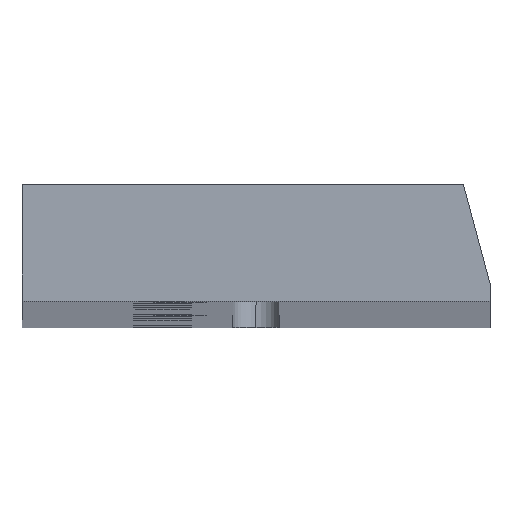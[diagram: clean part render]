
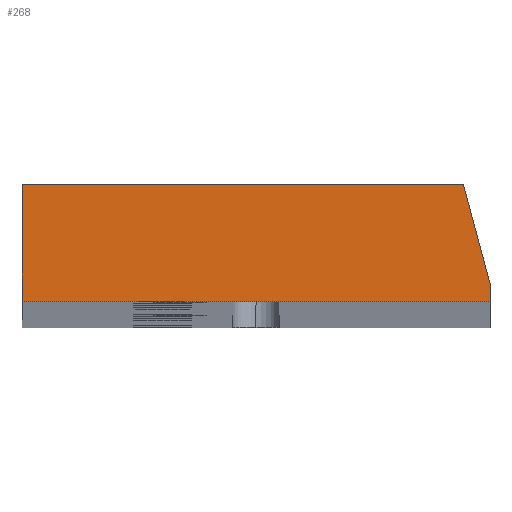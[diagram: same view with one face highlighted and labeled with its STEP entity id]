
A CAD part, top view. The second image highlights one B-rep face of the part: STEP entity #268.
In plain terms, the highlighted planar face has unit normal (0, 0, 1).
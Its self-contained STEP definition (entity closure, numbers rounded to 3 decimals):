
#232=FACE_OUTER_BOUND('',#1202,.T.);
#268=ADVANCED_FACE('',(#232),#486,.T.);
#486=PLANE('',#4042);
#1202=EDGE_LOOP('',(#2282,#2283,#2284,#2285,#2286));
#2282=ORIENTED_EDGE('',*,*,#3462,.T.);
#2283=ORIENTED_EDGE('',*,*,#3474,.T.);
#2284=ORIENTED_EDGE('',*,*,#3477,.T.);
#2285=ORIENTED_EDGE('',*,*,#3504,.T.);
#2286=ORIENTED_EDGE('',*,*,#3506,.T.);
#3074=VERTEX_POINT('',#5839);
#3075=VERTEX_POINT('',#5841);
#3085=VERTEX_POINT('',#5863);
#3087=VERTEX_POINT('',#5869);
#3113=VERTEX_POINT('',#5923);
#3462=EDGE_CURVE('',#3075,#3074,#3857,.T.);
#3474=EDGE_CURVE('',#3074,#3085,#3865,.T.);
#3477=EDGE_CURVE('',#3085,#3087,#3868,.T.);
#3504=EDGE_CURVE('',#3087,#3113,#3873,.T.);
#3506=EDGE_CURVE('',#3113,#3075,#3875,.T.);
#3857=LINE('',#5840,#3924);
#3865=LINE('',#5864,#3932);
#3868=LINE('',#5870,#3935);
#3873=LINE('',#5924,#3940);
#3875=LINE('',#5927,#3942);
#3924=VECTOR('',#4620,1.);
#3932=VECTOR('',#4638,1.);
#3935=VECTOR('',#4643,1.);
#3940=VECTOR('',#4694,1.);
#3942=VECTOR('',#4698,1.);
#4042=AXIS2_PLACEMENT_3D('',#5929,#4701,#4702);
#4620=DIRECTION('',(-0.259,0.966,0.));
#4638=DIRECTION('',(-1.,0.,0.));
#4643=DIRECTION('',(0.,-1.,0.));
#4694=DIRECTION('',(1.,0.,0.));
#4698=DIRECTION('',(0.,1.,0.));
#4701=DIRECTION('',(0.,0.,1.));
#4702=DIRECTION('',(1.,0.,0.));
#5839=CARTESIAN_POINT('',(37.722,10.,650.));
#5840=CARTESIAN_POINT('',(40.,1.5,650.));
#5841=CARTESIAN_POINT('',(40.,1.5,650.));
#5863=CARTESIAN_POINT('',(0.,10.,650.));
#5864=CARTESIAN_POINT('',(37.722,10.,650.));
#5869=CARTESIAN_POINT('',(0.,0.,650.));
#5870=CARTESIAN_POINT('',(0.,10.,650.));
#5923=CARTESIAN_POINT('',(40.,0.,650.));
#5924=CARTESIAN_POINT('',(0.,0.,650.));
#5927=CARTESIAN_POINT('',(40.,0.,650.));
#5929=CARTESIAN_POINT('',(0.,0.,650.));
